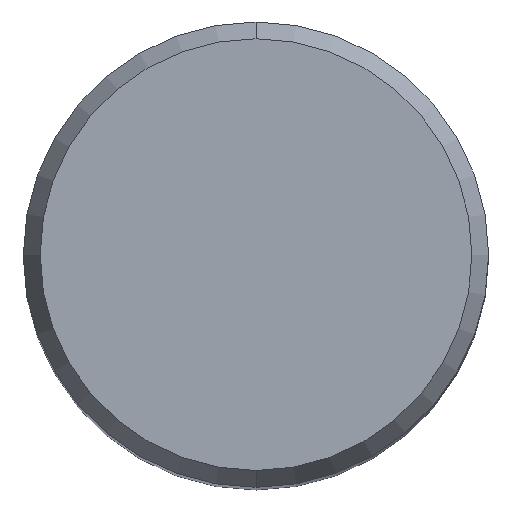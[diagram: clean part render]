
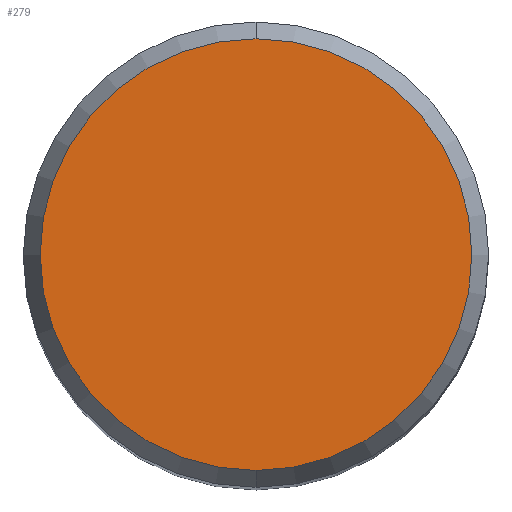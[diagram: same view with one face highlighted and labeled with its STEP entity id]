
A CAD part, top view. The second image highlights one B-rep face of the part: STEP entity #279.
In plain terms, the highlighted planar face has unit normal (0, 0, 1).
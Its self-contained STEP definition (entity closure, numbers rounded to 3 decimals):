
#203=VERTEX_POINT('',#499);
#225=EDGE_CURVE('',#229,#203,#522,.T.);
#229=VERTEX_POINT('',#526);
#279=ADVANCED_FACE('',(#582),#583,.T.);
#305=EDGE_CURVE('',#203,#229,#610,.T.);
#499=CARTESIAN_POINT('',(0.,-7.423,52.315));
#522=CIRCLE('',#896,7.423);
#526=CARTESIAN_POINT('',(0.0,7.423,52.315));
#582=FACE_OUTER_BOUND('',#1051,.T.);
#583=PLANE('',#1052);
#610=CIRCLE('',#1137,7.423);
#896=AXIS2_PLACEMENT_3D('',#1478,#1479,#1480);
#1051=EDGE_LOOP('',(#1562,#1563));
#1052=AXIS2_PLACEMENT_3D('',#1564,#1565,#1566);
#1137=AXIS2_PLACEMENT_3D('',#1582,#1583,#1584);
#1478=CARTESIAN_POINT('',(0.0,0.0,52.315));
#1479=DIRECTION('',(0.0,0.0,-1.0));
#1480=DIRECTION('',(0.0,1.0,0.0));
#1562=ORIENTED_EDGE('',*,*,#225,.F.);
#1563=ORIENTED_EDGE('',*,*,#305,.F.);
#1564=CARTESIAN_POINT('',(0.0,3.711,52.315));
#1565=DIRECTION('',(-0.0,0.0,1.0));
#1566=DIRECTION('',(0.0,-1.0,0.0));
#1582=CARTESIAN_POINT('',(0.0,0.0,52.315));
#1583=DIRECTION('',(0.0,0.0,-1.0));
#1584=DIRECTION('',(0.0,1.0,0.0));
